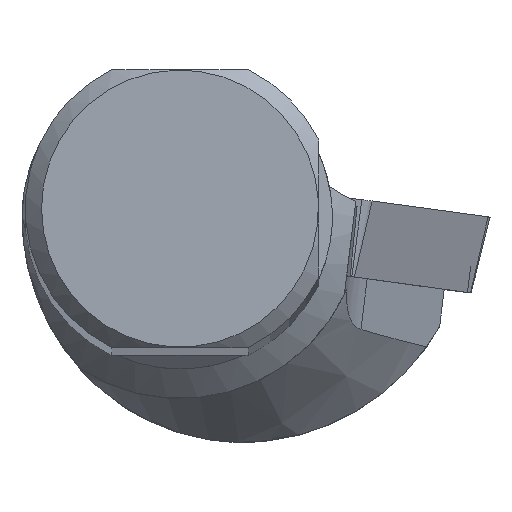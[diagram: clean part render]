
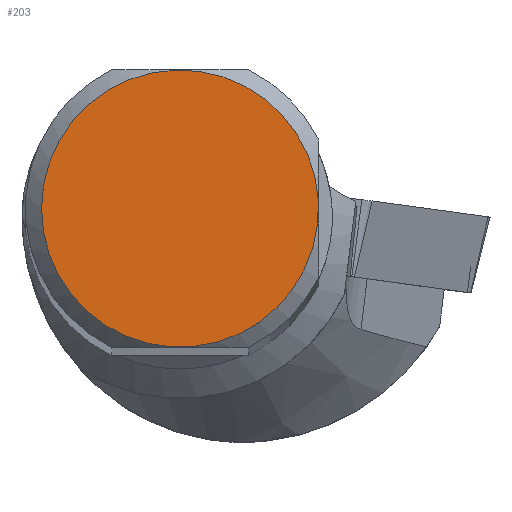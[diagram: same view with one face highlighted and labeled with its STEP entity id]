
A CAD part, top view. The second image highlights one B-rep face of the part: STEP entity #203.
In plain terms, the highlighted planar face has unit normal (0, 0, 1).
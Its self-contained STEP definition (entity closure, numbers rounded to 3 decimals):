
#155=FACE_OUTER_BOUND('',#420,.T.);
#203=ADVANCED_FACE('',(#155),#236,.T.);
#236=PLANE('',#1121);
#420=EDGE_LOOP('',(#603));
#603=ORIENTED_EDGE('',*,*,#897,.F.);
#785=VERTEX_POINT('',#1831);
#897=EDGE_CURVE('',#785,#785,#953,.T.);
#953=CIRCLE('',#1120,4.256);
#1120=AXIS2_PLACEMENT_3D('',#1830,#1341,#1342);
#1121=AXIS2_PLACEMENT_3D('',#1832,#1343,#1344);
#1341=DIRECTION('',(0.,0.,-1.));
#1342=DIRECTION('',(-1.,0.,0.));
#1343=DIRECTION('',(0.,0.,1.));
#1344=DIRECTION('',(-1.,0.,0.));
#1830=CARTESIAN_POINT('',(0.,0.,0.));
#1831=CARTESIAN_POINT('',(-4.256,0.,0.));
#1832=CARTESIAN_POINT('',(0.,0.,
0.));
